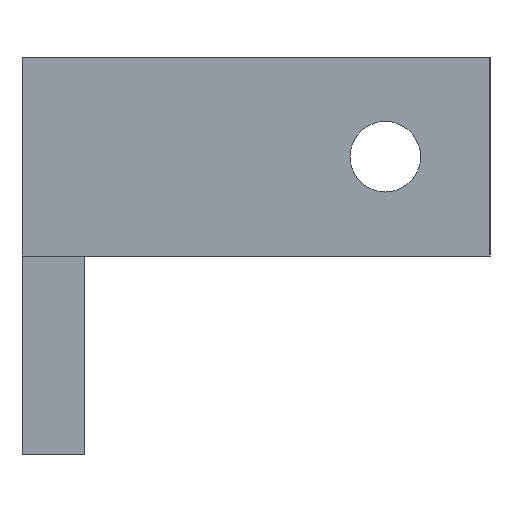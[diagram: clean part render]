
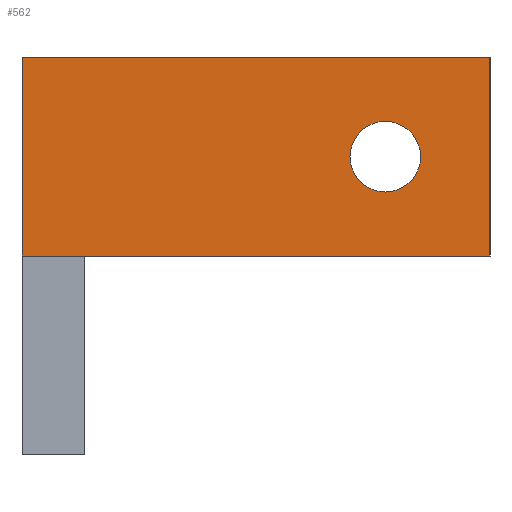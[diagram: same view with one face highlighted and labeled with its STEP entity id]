
A CAD part, left-side view. The second image highlights one B-rep face of the part: STEP entity #562.
In plain terms, the highlighted planar face has unit normal (-1, 0, 0).
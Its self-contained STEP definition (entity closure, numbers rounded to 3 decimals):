
#13 = LINE ( 'NONE', #388, #535 ) ;
#16 = CIRCLE ( 'NONE', #196, 1.13 ) ;
#36 = VECTOR ( 'NONE', #853, 1000. ) ;
#58 = EDGE_CURVE ( 'NONE', #654, #188, #13, .T. ) ;
#91 = CARTESIAN_POINT ( 'NONE',  ( -3., -12.473, 6.35 ) ) ;
#133 = VECTOR ( 'NONE', #469, 1000. ) ;
#136 = CARTESIAN_POINT ( 'NONE',  ( -3., -9.123, 3.175 ) ) ;
#154 = CARTESIAN_POINT ( 'NONE',  ( -3., 0., 6.35 ) ) ;
#164 = ORIENTED_EDGE ( 'NONE', *, *, #605, .F. ) ;
#188 = VERTEX_POINT ( 'NONE', #328 ) ;
#196 = AXIS2_PLACEMENT_3D ( 'NONE', #136, #897, #285 ) ;
#214 = DIRECTION ( 'NONE',  ( 1., 0., 0. ) ) ;
#216 = FACE_OUTER_BOUND ( 'NONE', #317, .T. ) ;
#227 = LINE ( 'NONE', #386, #539 ) ;
#237 = VERTEX_POINT ( 'NONE', #91 ) ;
#277 = CARTESIAN_POINT ( 'NONE',  ( -3., 0., 6.35 ) ) ;
#285 = DIRECTION ( 'NONE',  ( 0., 0., 1. ) ) ;
#317 = EDGE_LOOP ( 'NONE', ( #687, #947, #164, #831 ) ) ;
#328 = CARTESIAN_POINT ( 'NONE',  ( -3., 2.5, 0. ) ) ;
#366 = DIRECTION ( 'NONE',  ( -1., 0., 0. ) ) ;
#381 = LINE ( 'NONE', #154, #133 ) ;
#386 = CARTESIAN_POINT ( 'NONE',  ( -3., -12.473, 6.35 ) ) ;
#388 = CARTESIAN_POINT ( 'NONE',  ( -3., 2.5, 6.35 ) ) ;
#400 = VERTEX_POINT ( 'NONE', #409 ) ;
#409 = CARTESIAN_POINT ( 'NONE',  ( -3., -9.123, 4.305 ) ) ;
#410 = EDGE_LOOP ( 'NONE', ( #483, #801 ) ) ;
#429 = DIRECTION ( 'NONE',  ( 0., 0., 1. ) ) ;
#469 = DIRECTION ( 'NONE',  ( 0., -1., 0. ) ) ;
#473 = DIRECTION ( 'NONE',  ( 0., 0., -1. ) ) ;
#483 = ORIENTED_EDGE ( 'NONE', *, *, #880, .F. ) ;
#523 = DIRECTION ( 'NONE',  ( 0., 1., 0. ) ) ;
#528 = DIRECTION ( 'NONE',  ( 0., 0., -1. ) ) ;
#535 = VECTOR ( 'NONE', #528, 1000. ) ;
#539 = VECTOR ( 'NONE', #473, 1000. ) ;
#562 = ADVANCED_FACE ( 'NONE', ( #827, #216 ), #745, .F. ) ;
#564 = VERTEX_POINT ( 'NONE', #759 ) ;
#574 = EDGE_CURVE ( 'NONE', #188, #916, #763, .T. ) ;
#590 = CARTESIAN_POINT ( 'NONE',  ( -3., -9.123, 3.175 ) ) ;
#605 = EDGE_CURVE ( 'NONE', #654, #237, #381, .T. ) ;
#627 = CARTESIAN_POINT ( 'NONE',  ( -3., 0., 0. ) ) ;
#654 = VERTEX_POINT ( 'NONE', #948 ) ;
#686 = CIRCLE ( 'NONE', #773, 1.13 ) ;
#687 = ORIENTED_EDGE ( 'NONE', *, *, #574, .T. ) ;
#689 = EDGE_CURVE ( 'NONE', #237, #916, #227, .T. ) ;
#745 = PLANE ( 'NONE',  #824 ) ;
#759 = CARTESIAN_POINT ( 'NONE',  ( -3., -9.123, 2.045 ) ) ;
#763 = LINE ( 'NONE', #627, #36 ) ;
#773 = AXIS2_PLACEMENT_3D ( 'NONE', #590, #366, #429 ) ;
#801 = ORIENTED_EDGE ( 'NONE', *, *, #976, .F. ) ;
#824 = AXIS2_PLACEMENT_3D ( 'NONE', #277, #214, #523 ) ;
#826 = CARTESIAN_POINT ( 'NONE',  ( -3., -12.473, 0. ) ) ;
#827 = FACE_BOUND ( 'NONE', #410, .T. ) ;
#831 = ORIENTED_EDGE ( 'NONE', *, *, #58, .T. ) ;
#853 = DIRECTION ( 'NONE',  ( 0., -1., 0. ) ) ;
#880 = EDGE_CURVE ( 'NONE', #400, #564, #16, .T. ) ;
#897 = DIRECTION ( 'NONE',  ( -1., 0., 0. ) ) ;
#916 = VERTEX_POINT ( 'NONE', #826 ) ;
#947 = ORIENTED_EDGE ( 'NONE', *, *, #689, .F. ) ;
#948 = CARTESIAN_POINT ( 'NONE',  ( -3., 2.5, 6.35 ) ) ;
#976 = EDGE_CURVE ( 'NONE', #564, #400, #686, .T. ) ;
